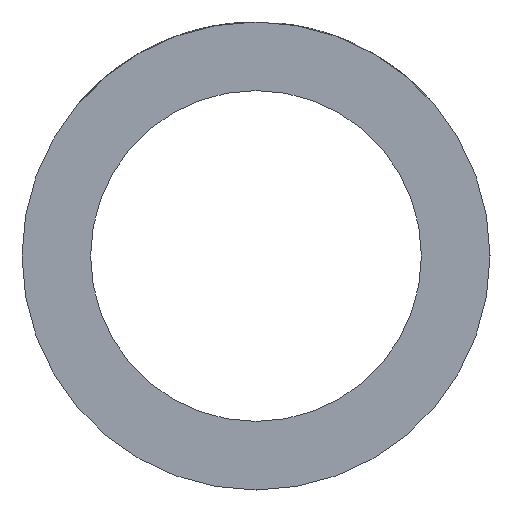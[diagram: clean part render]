
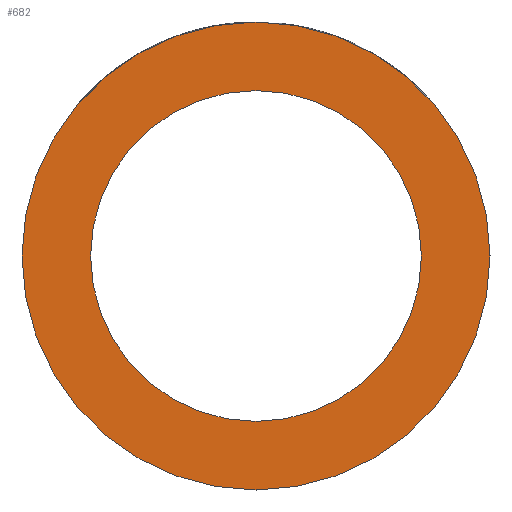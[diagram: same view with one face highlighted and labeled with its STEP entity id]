
A CAD part, front view. The second image highlights one B-rep face of the part: STEP entity #682.
In plain terms, the highlighted planar face has unit normal (0, -1, 0).
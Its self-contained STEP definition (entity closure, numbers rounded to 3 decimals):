
#97 = ORIENTED_EDGE ( 'NONE', *, *, #953, .F. ) ;
#120 = CARTESIAN_POINT ( 'NONE',  ( 0., -3., 0. ) ) ;
#302 = EDGE_CURVE ( 'Defeature ausgef�hrt2_0+Defeature ausgef�hrt2_1+Defeature ausgef�hrt2_1+Defeature ausgef�hrt2_1', #2247, #1381, #1208, .T. ) ;
#371 = CIRCLE ( 'NONE', #2182, 1.45 ) ;
#505 = EDGE_LOOP ( 'NONE', ( #2072, #1169 ) ) ;
#603 = FACE_OUTER_BOUND ( 'NONE', #2259, .T. ) ;
#614 = DIRECTION ( 'NONE',  ( 0., 0., 1. ) ) ;
#619 = CARTESIAN_POINT ( 'NONE',  ( 0., -3., 0. ) ) ;
#623 = DIRECTION ( 'NONE',  ( 0., 1., 0. ) ) ;
#640 = AXIS2_PLACEMENT_3D ( 'NONE', #619, #1427, #1642 ) ;
#682 = ADVANCED_FACE ( 'Defeature ausgef�hrt2_1', ( #1375, #603 ), #2465, .T. ) ;
#692 = AXIS2_PLACEMENT_3D ( 'NONE', #2295, #623, #614 ) ;
#900 = CARTESIAN_POINT ( 'NONE',  ( 0., -3., 1.025 ) ) ;
#953 = EDGE_CURVE ( 'Defeature ausgef�hrt2_0+Defeature ausgef�hrt2_1+Defeature ausgef�hrt2_1+Defeature ausgef�hrt2_1', #1381, #2247, #371, .T. ) ;
#956 = VERTEX_POINT ( 'NONE', #1140 ) ;
#997 = CARTESIAN_POINT ( 'NONE',  ( -1.45, -3., 0. ) ) ;
#1017 = CIRCLE ( 'NONE', #640, 1.025 ) ;
#1140 = CARTESIAN_POINT ( 'NONE',  ( 0., -3., -1.025 ) ) ;
#1141 = AXIS2_PLACEMENT_3D ( 'NONE', #997, #1572, #1987 ) ;
#1169 = ORIENTED_EDGE ( 'NONE', *, *, #1820, .T. ) ;
#1208 = CIRCLE ( 'NONE', #1461, 1.45 ) ;
#1283 = CARTESIAN_POINT ( 'NONE',  ( 0., -3., 0. ) ) ;
#1372 = DIRECTION ( 'NONE',  ( 0., 1., 0. ) ) ;
#1375 = FACE_BOUND ( 'NONE', #505, .T. ) ;
#1381 = VERTEX_POINT ( 'NONE', #2406 ) ;
#1427 = DIRECTION ( 'NONE',  ( 0., 1., 0. ) ) ;
#1461 = AXIS2_PLACEMENT_3D ( 'NONE', #1283, #2330, #2105 ) ;
#1466 = VERTEX_POINT ( 'NONE', #900 ) ;
#1486 = CARTESIAN_POINT ( 'NONE',  ( 0., -3., 1.45 ) ) ;
#1572 = DIRECTION ( 'NONE',  ( 0., -1., 0. ) ) ;
#1642 = DIRECTION ( 'NONE',  ( 0., 0., 1. ) ) ;
#1820 = EDGE_CURVE ( 'Defeature ausgef�hrt2_1+Defeature ausgef�hrt2_3+Defeature ausgef�hrt2_3+Defeature ausgef�hrt2_3', #956, #1466, #1017, .T. ) ;
#1987 = DIRECTION ( 'NONE',  ( 0., 0., -1. ) ) ;
#2062 = EDGE_CURVE ( 'Defeature ausgef�hrt2_1+Defeature ausgef�hrt2_3+Defeature ausgef�hrt2_3+Defeature ausgef�hrt2_3', #1466, #956, #2136, .T. ) ;
#2072 = ORIENTED_EDGE ( 'NONE', *, *, #2062, .T. ) ;
#2105 = DIRECTION ( 'NONE',  ( 0., 0., 1. ) ) ;
#2136 = CIRCLE ( 'NONE', #692, 1.025 ) ;
#2140 = ORIENTED_EDGE ( 'NONE', *, *, #302, .F. ) ;
#2182 = AXIS2_PLACEMENT_3D ( 'NONE', #120, #1372, #2619 ) ;
#2247 = VERTEX_POINT ( 'NONE', #1486 ) ;
#2259 = EDGE_LOOP ( 'NONE', ( #2140, #97 ) ) ;
#2295 = CARTESIAN_POINT ( 'NONE',  ( 0., -3., 0. ) ) ;
#2330 = DIRECTION ( 'NONE',  ( 0., 1., 0. ) ) ;
#2406 = CARTESIAN_POINT ( 'NONE',  ( 0., -3., -1.45 ) ) ;
#2465 = PLANE ( 'NONE',  #1141 ) ;
#2619 = DIRECTION ( 'NONE',  ( 0., 0., 1. ) ) ;
